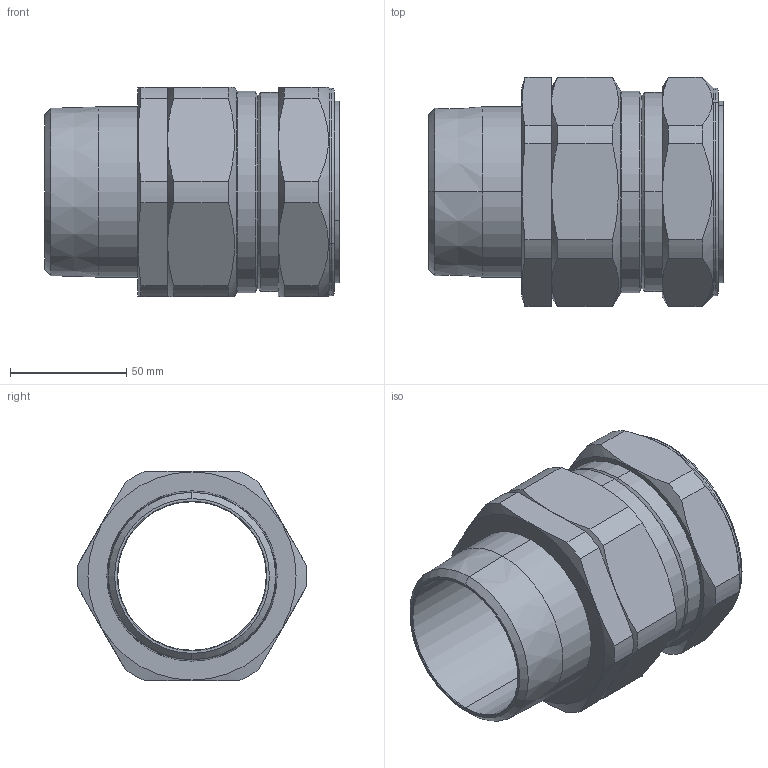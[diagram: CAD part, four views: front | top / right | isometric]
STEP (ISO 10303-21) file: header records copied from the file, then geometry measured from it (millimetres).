
FILE_DESCRIPTION (( 'STEP AP203' ), '1' );
FILE_NAME ('75SPX2K%1RA037.STEP', '2021-05-11T13:52:09', ( '' ), ( '' ), 'SwSTEP 2.0', 'SolidWorks 2017', '' );
FILE_SCHEMA (( 'CONFIG_CONTROL_DESIGN' ));
Length unit declared in the file: millimetre
Products named in the file (1): 75SPX2K%1RA037
Bounding box: 126.9 x 98.95 x 90 mm (x, y, z)
Volume: 286814.3 mm3; surface area: 71432.5 mm2
Topology: 1 solids, 1 shells, 110 faces, 252 edges, 152 vertices
Faces by surface type: cylinder 36, cone 34, plane 34, torus 6
Entity records: 3473 total; most frequent: CARTESIAN_POINT 915, DIRECTION 542, ORIENTED_EDGE 504, EDGE_CURVE 252, AXIS2_PLACEMENT_3D 227, VERTEX_POINT 152, EDGE_LOOP 120, CIRCLE 116
